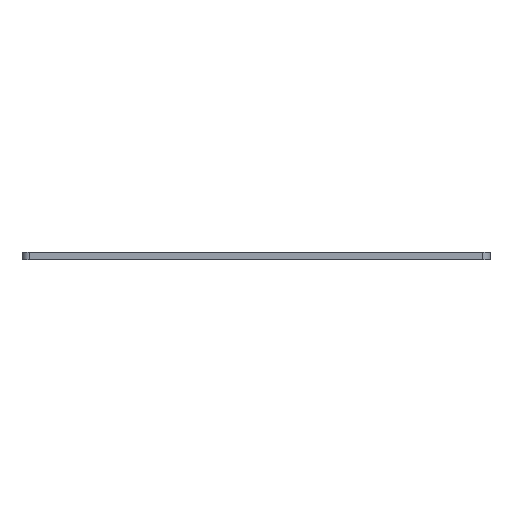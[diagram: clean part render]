
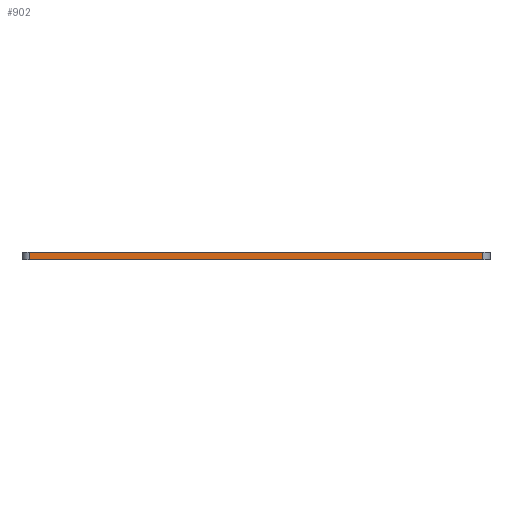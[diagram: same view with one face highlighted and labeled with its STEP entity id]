
A CAD part, left-side view. The second image highlights one B-rep face of the part: STEP entity #902.
In plain terms, the highlighted planar face has unit normal (-1, 0, 0).
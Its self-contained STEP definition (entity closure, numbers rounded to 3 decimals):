
#66 = VERTEX_POINT('',#67);
#67 = CARTESIAN_POINT('',(0.,-2.,2.));
#74 = EDGE_CURVE('',#75,#66,#77,.T.);
#75 = VERTEX_POINT('',#76);
#76 = CARTESIAN_POINT('',(0.,-126.5,2.));
#77 = LINE('',#78,#79);
#78 = CARTESIAN_POINT('',(0.,-128.5,2.));
#79 = VECTOR('',#80,1.);
#80 = DIRECTION('',(0.,1.,0.));
#857 = VERTEX_POINT('',#858);
#858 = CARTESIAN_POINT('',(0.,-2.,0.));
#865 = EDGE_CURVE('',#857,#66,#866,.T.);
#866 = LINE('',#867,#868);
#867 = CARTESIAN_POINT('',(0.,-2.,0.));
#868 = VECTOR('',#869,1.);
#869 = DIRECTION('',(0.,0.,1.));
#902 = ADVANCED_FACE('',(#903),#921,.T.);
#903 = FACE_BOUND('',#904,.T.);
#904 = EDGE_LOOP('',(#905,#913,#919,#920));
#905 = ORIENTED_EDGE('',*,*,#906,.F.);
#906 = EDGE_CURVE('',#907,#857,#909,.T.);
#907 = VERTEX_POINT('',#908);
#908 = CARTESIAN_POINT('',(0.,-126.5,0.));
#909 = LINE('',#910,#911);
#910 = CARTESIAN_POINT('',(0.,-128.5,0.));
#911 = VECTOR('',#912,1.);
#912 = DIRECTION('',(0.,1.,0.));
#913 = ORIENTED_EDGE('',*,*,#914,.T.);
#914 = EDGE_CURVE('',#907,#75,#915,.T.);
#915 = LINE('',#916,#917);
#916 = CARTESIAN_POINT('',(0.,-126.5,0.));
#917 = VECTOR('',#918,1.);
#918 = DIRECTION('',(0.,0.,1.));
#919 = ORIENTED_EDGE('',*,*,#74,.T.);
#920 = ORIENTED_EDGE('',*,*,#865,.F.);
#921 = PLANE('',#922);
#922 = AXIS2_PLACEMENT_3D('',#923,#924,#925);
#923 = CARTESIAN_POINT('',(0.,-128.5,0.));
#924 = DIRECTION('',(-1.,0.,0.));
#925 = DIRECTION('',(0.,1.,0.));
